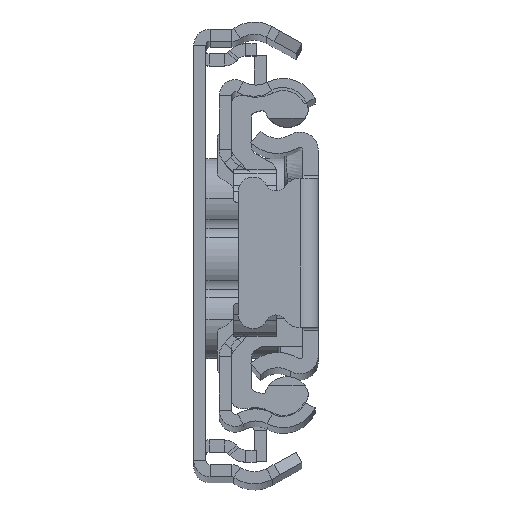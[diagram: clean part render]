
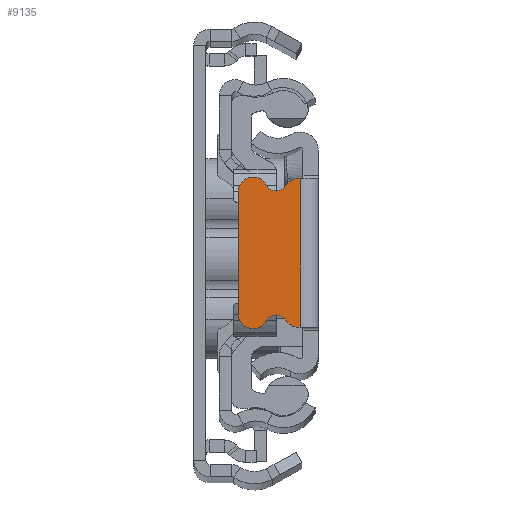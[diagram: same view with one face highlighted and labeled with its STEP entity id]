
A CAD part, top view. The second image highlights one B-rep face of the part: STEP entity #9135.
In plain terms, the highlighted planar face has unit normal (0, 0, 1).
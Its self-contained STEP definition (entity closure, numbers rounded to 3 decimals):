
#138 = ORIENTED_EDGE ( 'NONE', *, *, #9610, .T. ) ;
#418 = DIRECTION ( 'NONE',  ( 0., 0., 1. ) ) ;
#639 = DIRECTION ( 'NONE',  ( 0., 0., 1. ) ) ;
#1329 = CARTESIAN_POINT ( 'NONE',  ( -1.929, 7.37, 0. ) ) ;
#2479 = CARTESIAN_POINT ( 'NONE',  ( -1.929, -7.37, 0. ) ) ;
#2601 = CARTESIAN_POINT ( 'NONE',  ( -1.929, -5.87, 0. ) ) ;
#2722 = DIRECTION ( 'NONE',  ( 1., 0., 0. ) ) ;
#2811 = EDGE_CURVE ( 'NONE', #19577, #20660, #24313, .T. ) ;
#2992 = EDGE_CURVE ( 'NONE', #22793, #3291, #14953, .T. ) ;
#3103 = ORIENTED_EDGE ( 'NONE', *, *, #19146, .T. ) ;
#3291 = VERTEX_POINT ( 'NONE', #6334 ) ;
#3754 = DIRECTION ( 'NONE',  ( 0., -1., 0. ) ) ;
#3948 = CIRCLE ( 'NONE', #5598, 1.5 ) ;
#4069 = CARTESIAN_POINT ( 'NONE',  ( -4.142, 7.236, 0. ) ) ;
#4975 = ORIENTED_EDGE ( 'NONE', *, *, #2811, .F. ) ;
#4995 = CIRCLE ( 'NONE', #8254, 1.5 ) ;
#5205 = ORIENTED_EDGE ( 'NONE', *, *, #5834, .T. ) ;
#5206 = VERTEX_POINT ( 'NONE', #16532 ) ;
#5306 = AXIS2_PLACEMENT_3D ( 'NONE', #22447, #6933, #18214 ) ;
#5598 = AXIS2_PLACEMENT_3D ( 'NONE', #2601, #639, #2722 ) ;
#5834 = EDGE_CURVE ( 'NONE', #10306, #11511, #17868, .T. ) ;
#5982 = CARTESIAN_POINT ( 'NONE',  ( -5.109, -6.713, 0. ) ) ;
#6001 = EDGE_CURVE ( 'NONE', #7775, #20660, #3948, .T. ) ;
#6092 = VECTOR ( 'NONE', #25085, 1000. ) ;
#6173 = DIRECTION ( 'NONE',  ( 0., 0., -1. ) ) ;
#6224 = VERTEX_POINT ( 'NONE', #23265 ) ;
#6334 = CARTESIAN_POINT ( 'NONE',  ( -1.75, 7.37, 0. ) ) ;
#6800 = FACE_OUTER_BOUND ( 'NONE', #19284, .T. ) ;
#6933 = DIRECTION ( 'NONE',  ( 0., 0., 1. ) ) ;
#7380 = CIRCLE ( 'NONE', #22534, 1.1 ) ;
#7775 = VERTEX_POINT ( 'NONE', #8202 ) ;
#7854 = CARTESIAN_POINT ( 'NONE',  ( -1.75, 0., 0. ) ) ;
#7957 = ORIENTED_EDGE ( 'NONE', *, *, #14099, .F. ) ;
#8182 = ORIENTED_EDGE ( 'NONE', *, *, #2992, .F. ) ;
#8202 = CARTESIAN_POINT ( 'NONE',  ( -3.206, -6.658, 0. ) ) ;
#8254 = AXIS2_PLACEMENT_3D ( 'NONE', #25361, #418, #19974 ) ;
#8322 = DIRECTION ( 'NONE',  ( 0., 0., 1. ) ) ;
#9135 = ADVANCED_FACE ( 'NONE', ( #6800 ), #14617, .T. ) ;
#9610 = EDGE_CURVE ( 'NONE', #22793, #5206, #17177, .T. ) ;
#9766 = CARTESIAN_POINT ( 'NONE',  ( -5.109, 6.713, 0. ) ) ;
#9805 = DIRECTION ( 'NONE',  ( 0., 0., 1. ) ) ;
#9954 = EDGE_CURVE ( 'NONE', #5206, #13347, #18864, .T. ) ;
#10306 = VERTEX_POINT ( 'NONE', #12456 ) ;
#11379 = CARTESIAN_POINT ( 'NONE',  ( -7.929, -6., 0. ) ) ;
#11511 = VERTEX_POINT ( 'NONE', #5982 ) ;
#12016 = DIRECTION ( 'NONE',  ( 1., 0., 0. ) ) ;
#12456 = CARTESIAN_POINT ( 'NONE',  ( -7.929, -6., 0. ) ) ;
#13347 = VERTEX_POINT ( 'NONE', #9766 ) ;
#13527 = EDGE_CURVE ( 'NONE', #6224, #10306, #20901, .T. ) ;
#13934 = DIRECTION ( 'NONE',  ( 0., 0., -1. ) ) ;
#13980 = DIRECTION ( 'NONE',  ( -1., 0., 0. ) ) ;
#14099 = EDGE_CURVE ( 'NONE', #3291, #19577, #23137, .T. ) ;
#14617 = PLANE ( 'NONE',  #5306 ) ;
#14695 = VECTOR ( 'NONE', #22139, 1000. ) ;
#14713 = AXIS2_PLACEMENT_3D ( 'NONE', #23724, #8322, #19762 ) ;
#14953 = LINE ( 'NONE', #1329, #6092 ) ;
#15963 = CARTESIAN_POINT ( 'NONE',  ( -6.429, -6., 0. ) ) ;
#16068 = ORIENTED_EDGE ( 'NONE', *, *, #17241, .T. ) ;
#16431 = CARTESIAN_POINT ( 'NONE',  ( -1.75, -7.37, 0. ) ) ;
#16437 = ORIENTED_EDGE ( 'NONE', *, *, #6001, .T. ) ;
#16532 = CARTESIAN_POINT ( 'NONE',  ( -3.206, 6.658, 0. ) ) ;
#17177 = CIRCLE ( 'NONE', #14713, 1.5 ) ;
#17241 = EDGE_CURVE ( 'NONE', #11511, #7775, #7380, .T. ) ;
#17340 = ORIENTED_EDGE ( 'NONE', *, *, #9954, .T. ) ;
#17868 = CIRCLE ( 'NONE', #20345, 1.5 ) ;
#17894 = DIRECTION ( 'NONE',  ( 1., 0., 0. ) ) ;
#18214 = DIRECTION ( 'NONE',  ( 1., 0., 0. ) ) ;
#18864 = CIRCLE ( 'NONE', #21314, 1.1 ) ;
#19146 = EDGE_CURVE ( 'NONE', #13347, #6224, #4995, .T. ) ;
#19284 = EDGE_LOOP ( 'NONE', ( #7957, #8182, #138, #17340, #3103, #19670, #5205, #16068, #16437, #4975 ) ) ;
#19357 = VECTOR ( 'NONE', #3754, 1000. ) ;
#19577 = VERTEX_POINT ( 'NONE', #16431 ) ;
#19670 = ORIENTED_EDGE ( 'NONE', *, *, #13527, .T. ) ;
#19762 = DIRECTION ( 'NONE',  ( -1., 0., 0. ) ) ;
#19974 = DIRECTION ( 'NONE',  ( -1., 0., 0. ) ) ;
#20345 = AXIS2_PLACEMENT_3D ( 'NONE', #15963, #9805, #17894 ) ;
#20660 = VERTEX_POINT ( 'NONE', #21999 ) ;
#20901 = LINE ( 'NONE', #11379, #25049 ) ;
#21314 = AXIS2_PLACEMENT_3D ( 'NONE', #4069, #13934, #12016 ) ;
#21822 = CARTESIAN_POINT ( 'NONE',  ( -4.142, -7.236, 0. ) ) ;
#21917 = CARTESIAN_POINT ( 'NONE',  ( -1.929, 7.37, 0. ) ) ;
#21999 = CARTESIAN_POINT ( 'NONE',  ( -1.929, -7.37, 0. ) ) ;
#22139 = DIRECTION ( 'NONE',  ( -1., 0., 0. ) ) ;
#22447 = CARTESIAN_POINT ( 'NONE',  ( 344.071, 0., 0. ) ) ;
#22534 = AXIS2_PLACEMENT_3D ( 'NONE', #21822, #6173, #13980 ) ;
#22793 = VERTEX_POINT ( 'NONE', #21917 ) ;
#22815 = DIRECTION ( 'NONE',  ( 0., -1., 0. ) ) ;
#23137 = LINE ( 'NONE', #7854, #19357 ) ;
#23265 = CARTESIAN_POINT ( 'NONE',  ( -7.929, 6., 0. ) ) ;
#23724 = CARTESIAN_POINT ( 'NONE',  ( -1.929, 5.87, 0. ) ) ;
#24313 = LINE ( 'NONE', #2479, #14695 ) ;
#25049 = VECTOR ( 'NONE', #22815, 1000. ) ;
#25085 = DIRECTION ( 'NONE',  ( 1., 0., 0. ) ) ;
#25361 = CARTESIAN_POINT ( 'NONE',  ( -6.429, 6., 0. ) ) ;
